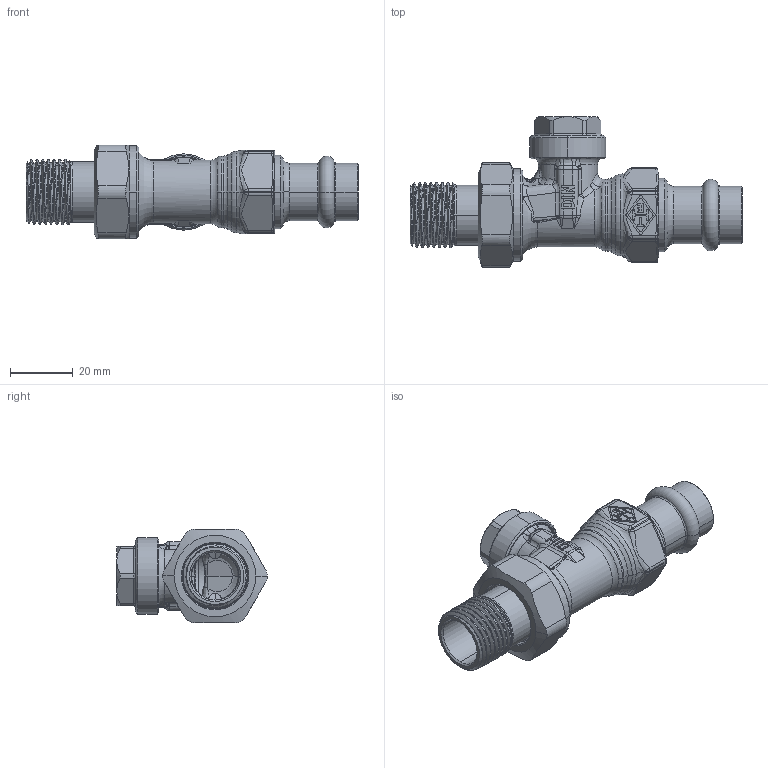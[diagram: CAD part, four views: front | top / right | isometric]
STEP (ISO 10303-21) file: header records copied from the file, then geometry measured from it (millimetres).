
FILE_DESCRIPTION((''),'2;1');
FILE_NAME('0342-15-000-GEWINDE_SW0001','2016-05-30T',('marann'),(''),'PRO/ENGINEER BY PARAMETRIC TECHNOLOGY CORPORATION, 2011490','PRO/ENGINEER BY PARAMETRIC TECHNOLOGY CORPORATION, 2011490','');
FILE_SCHEMA(('CONFIG_CONTROL_DESIGN'));
Products named in the file (1): 0342-15-000-GEWINDE_SW0001
Bounding box: 106.18 x 48.15 x 30 mm (x, y, z)
Volume: 28201.7 mm3; surface area: 21702.3 mm2
Topology: 2 solids, 2 shells, 1000 faces, 2468 edges, 1489 vertices
Faces by surface type: cylinder 296, bspline 271, plane 240, cone 93, torus 82, sphere 18
Entity records: 42533 total; most frequent: CARTESIAN_POINT 20996, ORIENTED_EDGE 4916, DIRECTION 3971, EDGE_CURVE 2458, AXIS2_PLACEMENT_3D 1580, VERTEX_POINT 1489, EDGE_LOOP 1031, FACE_OUTER_BOUND 1000
